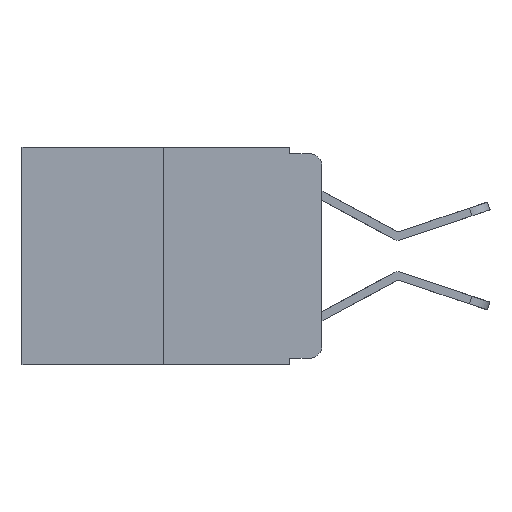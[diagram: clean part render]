
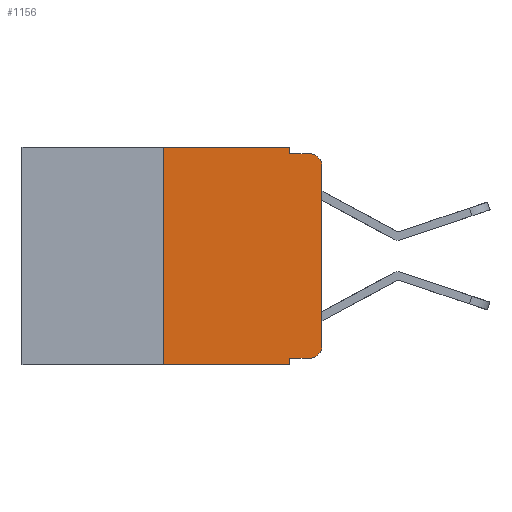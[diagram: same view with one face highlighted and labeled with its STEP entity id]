
A CAD part, left-side view. The second image highlights one B-rep face of the part: STEP entity #1156.
In plain terms, the highlighted planar face has unit normal (-1, 0, 0).
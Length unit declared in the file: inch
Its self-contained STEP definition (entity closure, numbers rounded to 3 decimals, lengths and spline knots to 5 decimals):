
#297 = CARTESIAN_POINT ( 'NONE',  ( 0., 0., -0.03 ) ) ;
#321 = DIRECTION ( 'NONE',  ( 0., 0., 1. ) ) ;
#375 = PLANE ( 'NONE',  #17855 ) ;
#586 = LINE ( 'NONE', #14719, #12085 ) ;
#828 = DIRECTION ( 'NONE',  ( 0., 0., -1. ) ) ;
#910 = VECTOR ( 'NONE', #5998, 39.37008 ) ;
#958 = ORIENTED_EDGE ( 'NONE', *, *, #10313, .F. ) ;
#965 = DIRECTION ( 'NONE',  ( 0., 0., 1. ) ) ;
#1153 = LINE ( 'NONE', #18000, #17854 ) ;
#1156 = ADVANCED_FACE ( 'NONE', ( #13897 ), #375, .F. ) ;
#1275 = CARTESIAN_POINT ( 'NONE',  ( 0., 0.051, -0.01 ) ) ;
#1676 = ORIENTED_EDGE ( 'NONE', *, *, #1996, .T. ) ;
#1992 = CIRCLE ( 'NONE', #11948, 0.02 ) ;
#1996 = EDGE_CURVE ( 'NONE', #2127, #9144, #3323, .T. ) ;
#2000 = VERTEX_POINT ( 'NONE', #297 ) ;
#2018 = VECTOR ( 'NONE', #965, 39.37008 ) ;
#2127 = VERTEX_POINT ( 'NONE', #9102 ) ;
#2194 = LINE ( 'NONE', #12770, #9701 ) ;
#2686 = EDGE_CURVE ( 'NONE', #2000, #6590, #11859, .T. ) ;
#2736 = CARTESIAN_POINT ( 'NONE',  ( 0., 0.051, 0. ) ) ;
#3079 = CARTESIAN_POINT ( 'NONE',  ( 0., 0.02, -0.03 ) ) ;
#3323 = LINE ( 'NONE', #9796, #10758 ) ;
#3638 = VERTEX_POINT ( 'NONE', #2736 ) ;
#4229 = VECTOR ( 'NONE', #13283, 39.37008 ) ;
#4345 = CARTESIAN_POINT ( 'NONE',  ( 0., 0.02, -0.313 ) ) ;
#4453 = CARTESIAN_POINT ( 'NONE',  ( 0., 0.051, -0.01 ) ) ;
#4488 = ORIENTED_EDGE ( 'NONE', *, *, #14881, .F. ) ;
#4520 = CARTESIAN_POINT ( 'NONE',  ( 0., 0.473, 0. ) ) ;
#4523 = ORIENTED_EDGE ( 'NONE', *, *, #7121, .T. ) ;
#5135 = DIRECTION ( 'NONE',  ( 0., 0., -1. ) ) ;
#5704 = ORIENTED_EDGE ( 'NONE', *, *, #2686, .T. ) ;
#5738 = ORIENTED_EDGE ( 'NONE', *, *, #14266, .T. ) ;
#5901 = DIRECTION ( 'NONE',  ( 0., 0., -1. ) ) ;
#5998 = DIRECTION ( 'NONE',  ( 0., -1., 0. ) ) ;
#6132 = LINE ( 'NONE', #17055, #2018 ) ;
#6417 = EDGE_CURVE ( 'NONE', #3638, #16071, #7258, .T. ) ;
#6456 = EDGE_LOOP ( 'NONE', ( #12969, #5704, #8470, #16687, #4488, #958, #1676, #9464, #5738, #4523 ) ) ;
#6587 = DIRECTION ( 'NONE',  ( 1., 0., 0. ) ) ;
#6590 = VERTEX_POINT ( 'NONE', #8922 ) ;
#7121 = EDGE_CURVE ( 'NONE', #15349, #18243, #1992, .T. ) ;
#7258 = LINE ( 'NONE', #11382, #14494 ) ;
#8212 = LINE ( 'NONE', #4520, #4229 ) ;
#8276 = EDGE_CURVE ( 'NONE', #10016, #9144, #2194, .T. ) ;
#8470 = ORIENTED_EDGE ( 'NONE', *, *, #10062, .F. ) ;
#8922 = CARTESIAN_POINT ( 'NONE',  ( 0., 0.02, -0.01 ) ) ;
#8980 = LINE ( 'NONE', #4453, #910 ) ;
#9102 = CARTESIAN_POINT ( 'NONE',  ( 0., 0.25, -0.343 ) ) ;
#9144 = VERTEX_POINT ( 'NONE', #17976 ) ;
#9460 = CARTESIAN_POINT ( 'NONE',  ( 0., 0.473, 0. ) ) ;
#9464 = ORIENTED_EDGE ( 'NONE', *, *, #8276, .F. ) ;
#9689 = VERTEX_POINT ( 'NONE', #16306 ) ;
#9701 = VECTOR ( 'NONE', #828, 39.37008 ) ;
#9796 = CARTESIAN_POINT ( 'NONE',  ( 0., 0.473, -0.343 ) ) ;
#10016 = VERTEX_POINT ( 'NONE', #10254 ) ;
#10062 = EDGE_CURVE ( 'NONE', #16071, #6590, #8980, .T. ) ;
#10254 = CARTESIAN_POINT ( 'NONE',  ( 0., 0.051, -0.333 ) ) ;
#10313 = EDGE_CURVE ( 'NONE', #2127, #9689, #1153, .T. ) ;
#10758 = VECTOR ( 'NONE', #17218, 39.37008 ) ;
#11382 = CARTESIAN_POINT ( 'NONE',  ( 0., 0.051, 0. ) ) ;
#11859 = CIRCLE ( 'NONE', #12242, 0.02 ) ;
#11948 = AXIS2_PLACEMENT_3D ( 'NONE', #4345, #14551, #5901 ) ;
#12085 = VECTOR ( 'NONE', #16135, 39.37008 ) ;
#12242 = AXIS2_PLACEMENT_3D ( 'NONE', #3079, #17238, #5135 ) ;
#12770 = CARTESIAN_POINT ( 'NONE',  ( 0., 0.051, 0. ) ) ;
#12837 = DIRECTION ( 'NONE',  ( 0., 0., -1. ) ) ;
#12969 = ORIENTED_EDGE ( 'NONE', *, *, #17032, .T. ) ;
#13283 = DIRECTION ( 'NONE',  ( 0., -1., 0. ) ) ;
#13897 = FACE_OUTER_BOUND ( 'NONE', #6456, .T. ) ;
#14266 = EDGE_CURVE ( 'NONE', #10016, #15349, #586, .T. ) ;
#14479 = CARTESIAN_POINT ( 'NONE',  ( 0., 0., -0.313 ) ) ;
#14494 = VECTOR ( 'NONE', #12837, 39.37008 ) ;
#14502 = CARTESIAN_POINT ( 'NONE',  ( 0., 0.02, -0.333 ) ) ;
#14551 = DIRECTION ( 'NONE',  ( -1., 0., 0. ) ) ;
#14719 = CARTESIAN_POINT ( 'NONE',  ( 0., 0.051, -0.333 ) ) ;
#14881 = EDGE_CURVE ( 'NONE', #9689, #3638, #8212, .T. ) ;
#15349 = VERTEX_POINT ( 'NONE', #14502 ) ;
#16071 = VERTEX_POINT ( 'NONE', #1275 ) ;
#16135 = DIRECTION ( 'NONE',  ( 0., -1., 0. ) ) ;
#16306 = CARTESIAN_POINT ( 'NONE',  ( 0., 0.25, 0. ) ) ;
#16641 = DIRECTION ( 'NONE',  ( 0., 0., -1. ) ) ;
#16687 = ORIENTED_EDGE ( 'NONE', *, *, #6417, .F. ) ;
#17032 = EDGE_CURVE ( 'NONE', #18243, #2000, #6132, .T. ) ;
#17055 = CARTESIAN_POINT ( 'NONE',  ( 0., 0., 0. ) ) ;
#17218 = DIRECTION ( 'NONE',  ( 0., -1., 0. ) ) ;
#17238 = DIRECTION ( 'NONE',  ( -1., 0., 0. ) ) ;
#17854 = VECTOR ( 'NONE', #321, 39.37008 ) ;
#17855 = AXIS2_PLACEMENT_3D ( 'NONE', #9460, #6587, #16641 ) ;
#17976 = CARTESIAN_POINT ( 'NONE',  ( 0., 0.051, -0.343 ) ) ;
#18000 = CARTESIAN_POINT ( 'NONE',  ( 0., 0.25, 0. ) ) ;
#18243 = VERTEX_POINT ( 'NONE', #14479 ) ;
